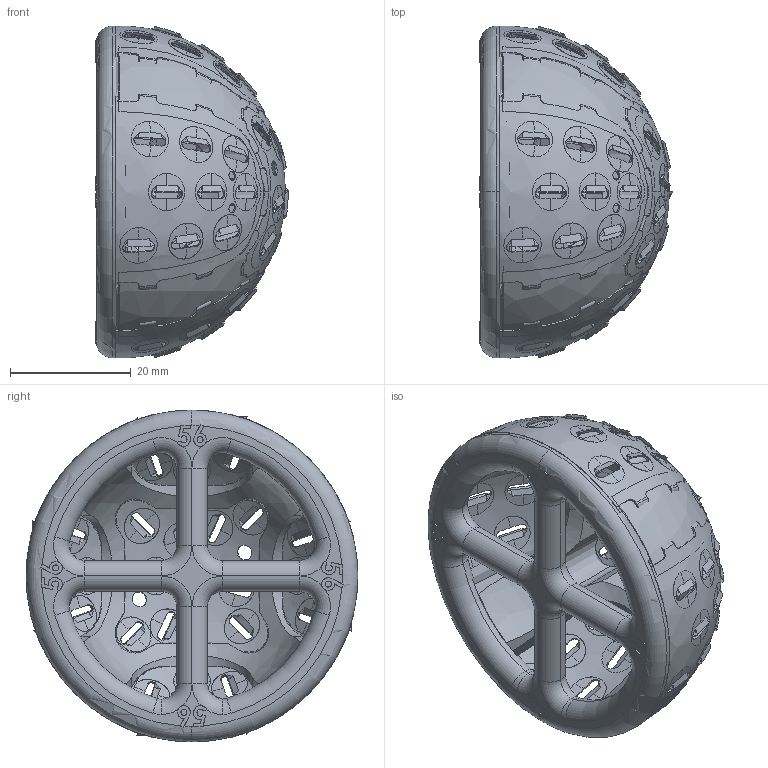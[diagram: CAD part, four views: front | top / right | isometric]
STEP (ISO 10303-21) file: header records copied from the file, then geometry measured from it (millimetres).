
FILE_DESCRIPTION (( 'STEP AP203' ), '1' );
FILE_NAME ('HSR 56-00 -L.STEP', '2020-12-28T15:53:21', ( '' ), ( '' ), 'SwSTEP 2.0', 'SolidWorks 2021', '' );
FILE_SCHEMA (( 'CONFIG_CONTROL_DESIGN' ));
Length unit declared in the file: millimetre
Products named in the file (8): HSR 56-13 -L; HSR 56-02-L; HSR 56-03-L; HSR 56-00 -L; HSR 56-12 -L; HSR 56-05-L; HSR 56-01-L; HSR 56-04-L
Assembly tree (28 placements, depth 3):
  HSR 56-00 -L
    HSR 56-01-L
    HSR 56-12 -L
      HSR 56-02-L
      HSR 56-04-L  x10
    HSR 56-13 -L  x4
      HSR 56-03-L
      HSR 56-04-L
    HSR 56-05-L
Bounding box: 31.83 x 54.92 x 54.92 mm (x, y, z)
Volume: 15124 mm3; surface area: 18372.5 mm2
Topology: 53 solids, 53 shells, 2603 faces, 6969 edges, 4198 vertices
Faces by surface type: plane 680, bspline 604, cone 583, cylinder 402, sphere 216, torus 118
Entity records: 39842 total; most frequent: CARTESIAN_POINT 13652, ORIENTED_EDGE 5452, DIRECTION 5044, EDGE_CURVE 2726, AXIS2_PLACEMENT_3D 2014, VERTEX_POINT 1732, CIRCLE 1095, EDGE_LOOP 1060
